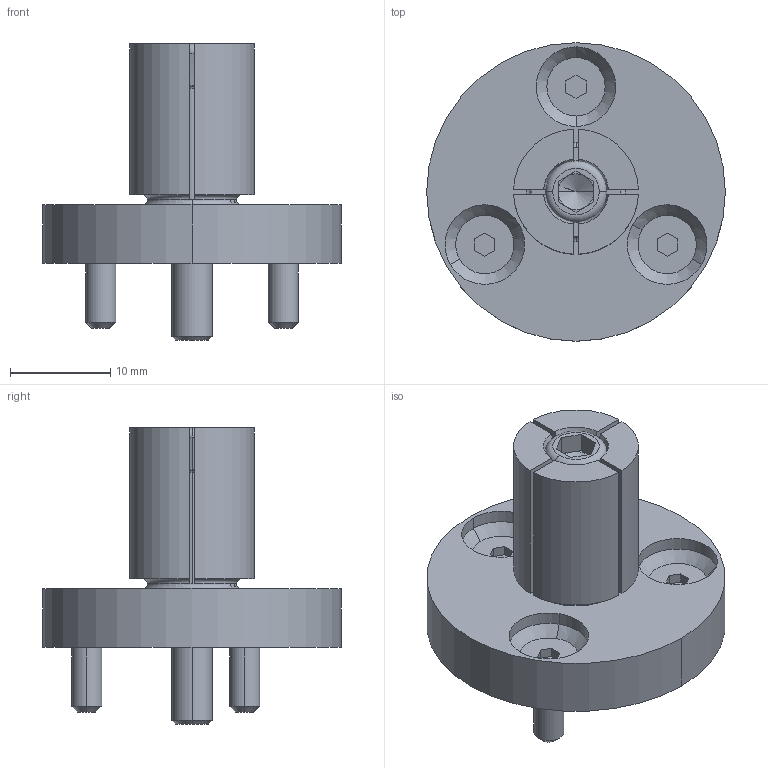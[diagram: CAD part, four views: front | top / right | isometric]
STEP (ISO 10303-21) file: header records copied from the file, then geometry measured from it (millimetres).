
FILE_DESCRIPTION (( 'STEP AP203' ), '1' );
FILE_NAME ('mbid04.STEP', '2021-10-26T02:38:42', ( '' ), ( '' ), 'SwSTEP 2.0', 'SolidWorks 2020', '' );
FILE_SCHEMA (( 'CONFIG_CONTROL_DESIGN' ));
Length unit declared in the file: millimetre
Products named in the file (6): mbid04_05; mbid04; mbid04_02; mbid04_01; mbid04_04; mbid04_03
Assembly tree (5 placements, depth 2):
  mbid04
    mbid04_01
    mbid04_02
    mbid04_03
    mbid04_04
    mbid04_05
Bounding box: 29.72 x 29.72 x 29.46 mm (x, y, z)
Volume: 5645.7 mm3; surface area: 4395.2 mm2
Topology: 5 solids, 5 shells, 147 faces, 344 edges, 211 vertices
Faces by surface type: plane 69, cylinder 40, cone 28, torus 10
Entity records: 4856 total; most frequent: CARTESIAN_POINT 784, DIRECTION 772, ORIENTED_EDGE 684, EDGE_CURVE 342, AXIS2_PLACEMENT_3D 291, VERTEX_POINT 211, LINE 190, VECTOR 190
